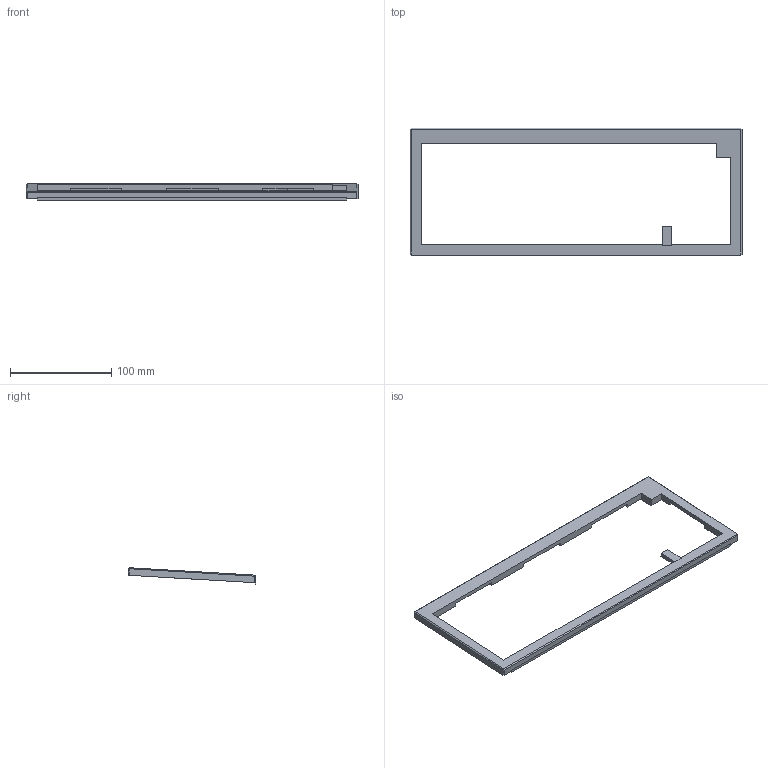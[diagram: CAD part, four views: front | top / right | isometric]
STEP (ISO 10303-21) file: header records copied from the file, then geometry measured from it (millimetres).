
FILE_DESCRIPTION(/* description */ (''),/* implementation_level */ '2;1');
FILE_NAME(/* name */ 'Gas67 Top Case.step',/* time_stamp */ '2023-01-12T22:13:48+07:00',/* author */ (''),/* organization */ (''),/* preprocessor_version */ 'ST-DEVELOPER v19.2',/* originating_system */ 'Autodesk Translation Framework v11.17.0.187',/* authorisation */ '');
FILE_SCHEMA (('AUTOMOTIVE_DESIGN { 1 0 10303 214 3 1 1 }'));
Length unit declared in the file: millimetre
Products named in the file (1): Gas67 Design
Bounding box: 328 x 126.39 x 16.36 mm (x, y, z)
Volume: 72432.6 mm3; surface area: 36282.2 mm2
Topology: 1 solids, 1 shells, 95 faces, 248 edges, 161 vertices
Faces by surface type: plane 87, cylinder 8
Full cylindrical faces by diameter (mm): 4 x8
Entity records: 2895 total; most frequent: CARTESIAN_POINT 505, ORIENTED_EDGE 496, DIRECTION 456, EDGE_CURVE 248, LINE 232, VECTOR 232, VERTEX_POINT 161, AXIS2_PLACEMENT_3D 112
